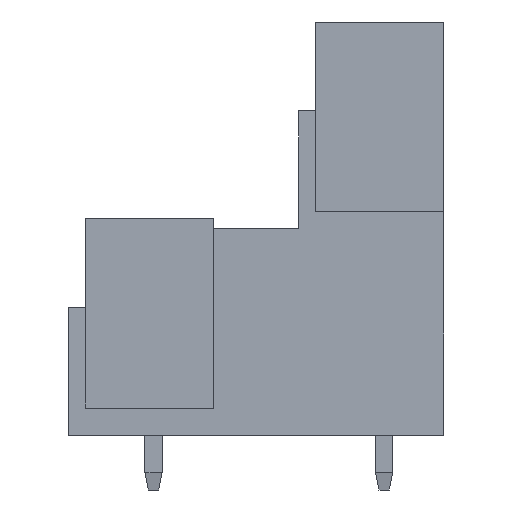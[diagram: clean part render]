
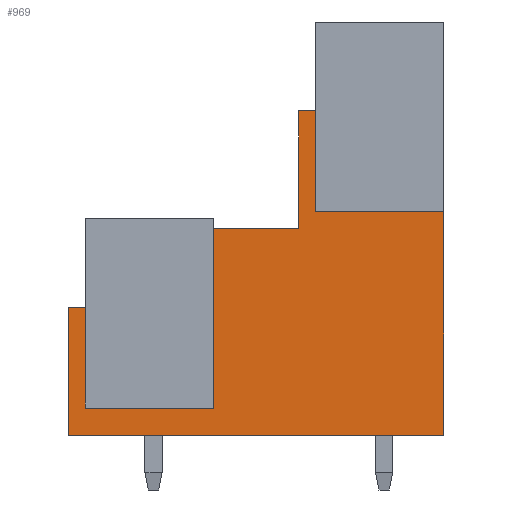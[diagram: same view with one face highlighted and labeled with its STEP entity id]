
A CAD part, left-side view. The second image highlights one B-rep face of the part: STEP entity #969.
In plain terms, the highlighted planar face has unit normal (-1, 0, 0).
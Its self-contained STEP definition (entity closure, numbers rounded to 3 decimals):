
#105=AXIS2_PLACEMENT_3D('Plane Axis2P3D',#102,#103,#104) ;
#36=CARTESIAN_POINT('Line Origine',(0.7,17.25,4.8)) ;
#40=CARTESIAN_POINT('Vertex',(0.7,21.,4.8)) ;
#42=CARTESIAN_POINT('Vertex',(0.7,13.5,4.8)) ;
#102=CARTESIAN_POINT('Axis2P3D Location',(0.7,0.,0.)) ;
#217=CARTESIAN_POINT('Line Origine',(0.7,3.75,16.3)) ;
#221=CARTESIAN_POINT('Vertex',(0.7,7.5,16.3)) ;
#223=CARTESIAN_POINT('Vertex',(0.7,0.,16.3)) ;
#503=CARTESIAN_POINT('Vertex',(0.7,8.5,22.2)) ;
#506=CARTESIAN_POINT('Line Origine',(0.7,8.,22.2)) ;
#510=CARTESIAN_POINT('Vertex',(0.7,7.5,22.2)) ;
#534=CARTESIAN_POINT('Vertex',(0.7,8.5,15.3)) ;
#537=CARTESIAN_POINT('Line Origine',(0.7,8.5,18.75)) ;
#558=CARTESIAN_POINT('Vertex',(0.7,13.5,15.3)) ;
#561=CARTESIAN_POINT('Line Origine',(0.7,11.,15.3)) ;
#729=CARTESIAN_POINT('Vertex',(0.7,22.,10.7)) ;
#732=CARTESIAN_POINT('Line Origine',(0.7,21.5,10.7)) ;
#736=CARTESIAN_POINT('Vertex',(0.7,21.,10.7)) ;
#760=CARTESIAN_POINT('Vertex',(0.7,22.,3.2)) ;
#763=CARTESIAN_POINT('Line Origine',(0.7,22.,6.95)) ;
#784=CARTESIAN_POINT('Vertex',(0.7,0.,3.2)) ;
#787=CARTESIAN_POINT('Line Origine',(0.7,11.,3.2)) ;
#935=CARTESIAN_POINT('Line Origine',(0.7,13.5,10.05)) ;
#940=CARTESIAN_POINT('Line Origine',(0.7,21.,7.75)) ;
#945=CARTESIAN_POINT('Line Origine',(0.7,0.,9.75)) ;
#950=CARTESIAN_POINT('Line Origine',(0.7,7.5,19.25)) ;
#37=DIRECTION('Vector Direction',(0.,1.,0.)) ;
#103=DIRECTION('Axis2P3D Direction',(-1.,0.,0.)) ;
#104=DIRECTION('Axis2P3D XDirection',(0.,0.,1.)) ;
#218=DIRECTION('Vector Direction',(0.,1.,0.)) ;
#507=DIRECTION('Vector Direction',(0.,1.,0.)) ;
#538=DIRECTION('Vector Direction',(0.,0.,-1.)) ;
#562=DIRECTION('Vector Direction',(0.,-1.,0.)) ;
#733=DIRECTION('Vector Direction',(0.,-1.,0.)) ;
#764=DIRECTION('Vector Direction',(0.,0.,1.)) ;
#788=DIRECTION('Vector Direction',(0.,1.,0.)) ;
#936=DIRECTION('Vector Direction',(0.,0.,-1.)) ;
#941=DIRECTION('Vector Direction',(0.,0.,1.)) ;
#946=DIRECTION('Vector Direction',(0.,0.,-1.)) ;
#951=DIRECTION('Vector Direction',(0.,0.,1.)) ;
#38=VECTOR('Line Direction',#37,1.) ;
#219=VECTOR('Line Direction',#218,1.) ;
#508=VECTOR('Line Direction',#507,1.) ;
#539=VECTOR('Line Direction',#538,1.) ;
#563=VECTOR('Line Direction',#562,1.) ;
#734=VECTOR('Line Direction',#733,1.) ;
#765=VECTOR('Line Direction',#764,1.) ;
#789=VECTOR('Line Direction',#788,1.) ;
#937=VECTOR('Line Direction',#936,1.) ;
#942=VECTOR('Line Direction',#941,1.) ;
#947=VECTOR('Line Direction',#946,1.) ;
#952=VECTOR('Line Direction',#951,1.) ;
#956=ORIENTED_EDGE('',*,*,#939,.F.) ;
#957=ORIENTED_EDGE('',*,*,#44,.F.) ;
#958=ORIENTED_EDGE('',*,*,#944,.F.) ;
#959=ORIENTED_EDGE('',*,*,#738,.T.) ;
#960=ORIENTED_EDGE('',*,*,#767,.T.) ;
#961=ORIENTED_EDGE('',*,*,#791,.T.) ;
#962=ORIENTED_EDGE('',*,*,#949,.T.) ;
#963=ORIENTED_EDGE('',*,*,#225,.F.) ;
#964=ORIENTED_EDGE('',*,*,#954,.F.) ;
#965=ORIENTED_EDGE('',*,*,#512,.T.) ;
#966=ORIENTED_EDGE('',*,*,#541,.T.) ;
#967=ORIENTED_EDGE('',*,*,#565,.T.) ;
#969=ADVANCED_FACE('Housing',(#968),#106,.T.) ;
#44=EDGE_CURVE('',#41,#43,#39,.F.) ;
#225=EDGE_CURVE('',#222,#224,#220,.F.) ;
#512=EDGE_CURVE('',#511,#504,#509,.T.) ;
#541=EDGE_CURVE('',#504,#535,#540,.T.) ;
#565=EDGE_CURVE('',#535,#559,#564,.F.) ;
#738=EDGE_CURVE('',#737,#730,#735,.F.) ;
#767=EDGE_CURVE('',#730,#761,#766,.F.) ;
#791=EDGE_CURVE('',#761,#785,#790,.F.) ;
#939=EDGE_CURVE('',#43,#559,#938,.F.) ;
#944=EDGE_CURVE('',#737,#41,#943,.F.) ;
#949=EDGE_CURVE('',#785,#224,#948,.F.) ;
#954=EDGE_CURVE('',#511,#222,#953,.F.) ;
#955=EDGE_LOOP('',(#956,#957,#958,#959,#960,#961,#962,#963,#964,#965,#966,#967)) ;
#968=FACE_OUTER_BOUND('',#955,.T.) ;
#39=LINE('Line',#36,#38) ;
#220=LINE('Line',#217,#219) ;
#509=LINE('Line',#506,#508) ;
#540=LINE('Line',#537,#539) ;
#564=LINE('Line',#561,#563) ;
#735=LINE('Line',#732,#734) ;
#766=LINE('Line',#763,#765) ;
#790=LINE('Line',#787,#789) ;
#938=LINE('Line',#935,#937) ;
#943=LINE('Line',#940,#942) ;
#948=LINE('Line',#945,#947) ;
#953=LINE('Line',#950,#952) ;
#106=PLANE('',#105) ;
#41=VERTEX_POINT('',#40) ;
#43=VERTEX_POINT('',#42) ;
#222=VERTEX_POINT('',#221) ;
#224=VERTEX_POINT('',#223) ;
#504=VERTEX_POINT('',#503) ;
#511=VERTEX_POINT('',#510) ;
#535=VERTEX_POINT('',#534) ;
#559=VERTEX_POINT('',#558) ;
#730=VERTEX_POINT('',#729) ;
#737=VERTEX_POINT('',#736) ;
#761=VERTEX_POINT('',#760) ;
#785=VERTEX_POINT('',#784) ;
